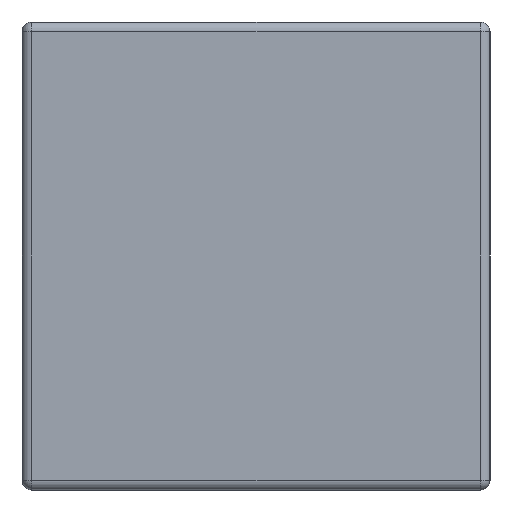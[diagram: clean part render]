
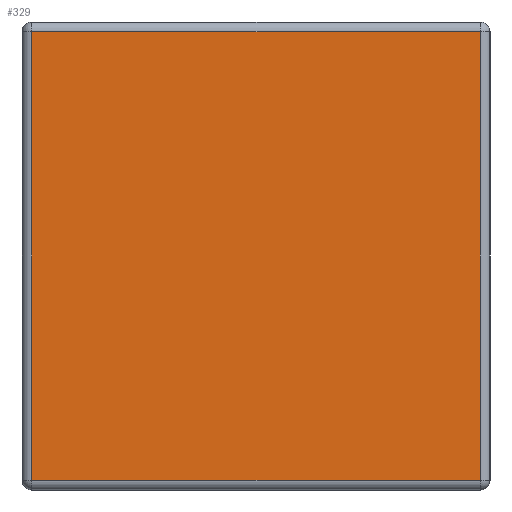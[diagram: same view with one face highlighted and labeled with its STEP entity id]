
A CAD part, left-side view. The second image highlights one B-rep face of the part: STEP entity #329.
In plain terms, the highlighted planar face has unit normal (-1, 0, 0).
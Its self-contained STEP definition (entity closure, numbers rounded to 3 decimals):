
#329=ADVANCED_FACE('NONE',(#691),#692,.T.);
#691=FACE_OUTER_BOUND('',#1092,.T.);
#692=PLANE('',#1093);
#1092=EDGE_LOOP('',(#1961,#1962,#1963,#1964));
#1093=AXIS2_PLACEMENT_3D('',#1965,#1966,#1967);
#1961=ORIENTED_EDGE('',*,*,#2651,.T.);
#1962=ORIENTED_EDGE('',*,*,#2652,.T.);
#1963=ORIENTED_EDGE('',*,*,#2653,.T.);
#1964=ORIENTED_EDGE('',*,*,#2654,.T.);
#1965=CARTESIAN_POINT('',(0.0,0.0,0.0));
#1966=DIRECTION('',(-1.0,0.0,0.0));
#1967=DIRECTION('',(0.0,0.0,1.0));
#2651=EDGE_CURVE('NONE',#3243,#3244,#3245,.T.);
#2652=EDGE_CURVE('NONE',#3244,#3246,#3247,.T.);
#2653=EDGE_CURVE('NONE',#3246,#3248,#3249,.T.);
#2654=EDGE_CURVE('NONE',#3248,#3243,#3250,.T.);
#3243=VERTEX_POINT('NONE',#4188);
#3244=VERTEX_POINT('NONE',#4189);
#3245=LINE('',#4190,#4191);
#3246=VERTEX_POINT('NONE',#4192);
#3247=LINE('',#4193,#4194);
#3248=VERTEX_POINT('NONE',#4195);
#3249=LINE('',#4196,#4197);
#3250=LINE('',#4198,#4199);
#4188=CARTESIAN_POINT('',(0.0,0.539,-0.539));
#4189=CARTESIAN_POINT('',(0.0,0.011,-0.539));
#4190=CARTESIAN_POINT('',(0.0,0.0,-0.539));
#4191=VECTOR('',#4633,1000.0);
#4192=CARTESIAN_POINT('',(0.0,0.011,-0.011));
#4193=CARTESIAN_POINT('',(0.0,0.011,0.0));
#4194=VECTOR('',#4634,1000.0);
#4195=CARTESIAN_POINT('',(0.0,0.539,-0.011));
#4196=CARTESIAN_POINT('',(0.0,0.55,-0.011));
#4197=VECTOR('',#4635,1000.0);
#4198=CARTESIAN_POINT('',(0.0,0.539,-0.55));
#4199=VECTOR('',#4636,1000.0);
#4633=DIRECTION('',(-0.0,-1.0,-0.0));
#4634=DIRECTION('',(-0.0,-0.0,1.0));
#4635=DIRECTION('',(-0.0,1.0,-0.0));
#4636=DIRECTION('',(-0.0,0.0,-1.0));
